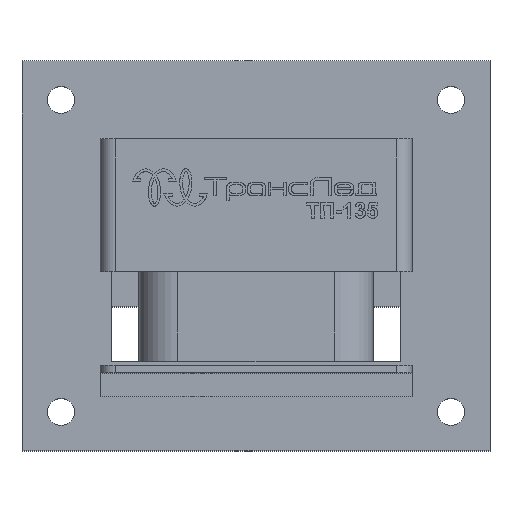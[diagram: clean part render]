
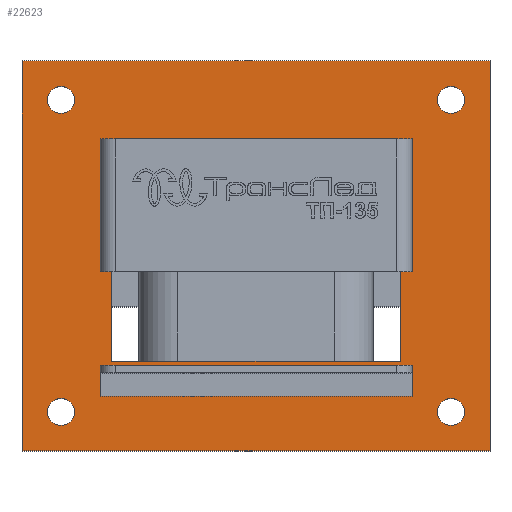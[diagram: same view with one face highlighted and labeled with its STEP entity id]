
A CAD part, top view. The second image highlights one B-rep face of the part: STEP entity #22623.
In plain terms, the highlighted planar face has unit normal (0, 0, 1).
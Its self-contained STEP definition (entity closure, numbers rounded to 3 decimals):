
#1297=FACE_BOUND('',#4407,.T.);
#1298=FACE_BOUND('',#4408,.T.);
#1299=FACE_BOUND('',#4409,.T.);
#1300=FACE_BOUND('',#4410,.T.);
#1301=FACE_BOUND('',#4411,.T.);
#1814=PLANE('',#24292);
#2783=FACE_OUTER_BOUND('',#4406,.T.);
#4406=EDGE_LOOP('',(#18740,#18741,#18742,#18743));
#4407=EDGE_LOOP('',(#18744,#18745,#18746,#18747));
#4408=EDGE_LOOP('',(#18748));
#4409=EDGE_LOOP('',(#18749));
#4410=EDGE_LOOP('',(#18750));
#4411=EDGE_LOOP('',(#18751));
#6341=LINE('',#33206,#8666);
#6344=LINE('',#33212,#8669);
#6347=LINE('',#33218,#8672);
#6350=LINE('',#33222,#8675);
#6357=LINE('',#33254,#8682);
#6360=LINE('',#33260,#8685);
#6363=LINE('',#33266,#8688);
#6366=LINE('',#33270,#8691);
#8666=VECTOR('',#27974,10.);
#8669=VECTOR('',#27979,10.);
#8672=VECTOR('',#27984,10.);
#8675=VECTOR('',#27989,10.);
#8682=VECTOR('',#28022,10.);
#8685=VECTOR('',#28027,10.);
#8688=VECTOR('',#28032,10.);
#8691=VECTOR('',#28037,10.);
#9985=CIRCLE('',#24277,1.75);
#9987=CIRCLE('',#24280,1.75);
#9989=CIRCLE('',#24283,1.75);
#9991=CIRCLE('',#24286,1.75);
#11149=VERTEX_POINT('',#33203);
#11150=VERTEX_POINT('',#33205);
#11152=VERTEX_POINT('',#33211);
#11154=VERTEX_POINT('',#33217);
#11155=VERTEX_POINT('',#33224);
#11157=VERTEX_POINT('',#33230);
#11159=VERTEX_POINT('',#33236);
#11161=VERTEX_POINT('',#33242);
#11165=VERTEX_POINT('',#33251);
#11166=VERTEX_POINT('',#33253);
#11168=VERTEX_POINT('',#33259);
#11170=VERTEX_POINT('',#33265);
#13835=EDGE_CURVE('',#11150,#11149,#6341,.T.);
#13838=EDGE_CURVE('',#11152,#11150,#6344,.T.);
#13841=EDGE_CURVE('',#11154,#11152,#6347,.T.);
#13844=EDGE_CURVE('',#11149,#11154,#6350,.T.);
#13845=EDGE_CURVE('',#11155,#11155,#9985,.T.);
#13848=EDGE_CURVE('',#11157,#11157,#9987,.T.);
#13851=EDGE_CURVE('',#11159,#11159,#9989,.T.);
#13854=EDGE_CURVE('',#11161,#11161,#9991,.T.);
#13859=EDGE_CURVE('',#11166,#11165,#6357,.T.);
#13862=EDGE_CURVE('',#11168,#11166,#6360,.T.);
#13865=EDGE_CURVE('',#11170,#11168,#6363,.T.);
#13868=EDGE_CURVE('',#11165,#11170,#6366,.T.);
#18740=ORIENTED_EDGE('',*,*,#13868,.T.);
#18741=ORIENTED_EDGE('',*,*,#13865,.T.);
#18742=ORIENTED_EDGE('',*,*,#13862,.T.);
#18743=ORIENTED_EDGE('',*,*,#13859,.T.);
#18744=ORIENTED_EDGE('',*,*,#13841,.T.);
#18745=ORIENTED_EDGE('',*,*,#13838,.T.);
#18746=ORIENTED_EDGE('',*,*,#13835,.T.);
#18747=ORIENTED_EDGE('',*,*,#13844,.T.);
#18748=ORIENTED_EDGE('',*,*,#13854,.T.);
#18749=ORIENTED_EDGE('',*,*,#13851,.T.);
#18750=ORIENTED_EDGE('',*,*,#13848,.T.);
#18751=ORIENTED_EDGE('',*,*,#13845,.T.);
#22623=ADVANCED_FACE('',(#2783,#1297,#1298,#1299,#1300,#1301),#1814,.F.);
#24277=AXIS2_PLACEMENT_3D('',#33225,#27992,#27993);
#24280=AXIS2_PLACEMENT_3D('',#33231,#27999,#28000);
#24283=AXIS2_PLACEMENT_3D('',#33237,#28006,#28007);
#24286=AXIS2_PLACEMENT_3D('',#33243,#28013,#28014);
#24292=AXIS2_PLACEMENT_3D('',#33271,#28038,#28039);
#27974=DIRECTION('',(0.,-1.,0.));
#27979=DIRECTION('',(1.,0.,0.));
#27984=DIRECTION('',(0.,1.,0.));
#27989=DIRECTION('',(-1.,0.,0.));
#27992=DIRECTION('center_axis',(0.,0.,-1.));
#27993=DIRECTION('ref_axis',(1.,0.,0.));
#27999=DIRECTION('center_axis',(0.,0.,-1.));
#28000=DIRECTION('ref_axis',(1.,0.,0.));
#28006=DIRECTION('center_axis',(0.,0.,-1.));
#28007=DIRECTION('ref_axis',(1.,0.,0.));
#28013=DIRECTION('center_axis',(0.,0.,-1.));
#28014=DIRECTION('ref_axis',(1.,0.,0.));
#28022=DIRECTION('',(-1.,0.,0.));
#28027=DIRECTION('',(0.,1.,0.));
#28032=DIRECTION('',(1.,0.,0.));
#28037=DIRECTION('',(0.,-1.,0.));
#28038=DIRECTION('center_axis',(0.,0.,-1.));
#28039=DIRECTION('ref_axis',(-1.,0.,0.));
#33203=CARTESIAN_POINT('',(18.5,-13.524,33.));
#33205=CARTESIAN_POINT('',(18.5,13.476,33.));
#33206=CARTESIAN_POINT('',(18.5,-6.762,33.));
#33211=CARTESIAN_POINT('',(-18.5,13.476,33.));
#33212=CARTESIAN_POINT('',(9.25,13.476,33.));
#33217=CARTESIAN_POINT('',(-18.5,-13.524,33.));
#33218=CARTESIAN_POINT('',(-18.5,6.738,33.));
#33222=CARTESIAN_POINT('',(-9.25,-13.524,33.));
#33224=CARTESIAN_POINT('',(-26.75,20.,33.));
#33225=CARTESIAN_POINT('Origin',(-25.,20.,33.));
#33230=CARTESIAN_POINT('',(23.25,-20.,33.));
#33231=CARTESIAN_POINT('Origin',(25.,-20.,33.));
#33236=CARTESIAN_POINT('',(-26.75,-20.,33.));
#33237=CARTESIAN_POINT('Origin',(-25.,-20.,33.));
#33242=CARTESIAN_POINT('',(23.25,20.,33.));
#33243=CARTESIAN_POINT('Origin',(25.,20.,33.));
#33251=CARTESIAN_POINT('',(-30.,25.,33.));
#33253=CARTESIAN_POINT('',(30.,25.,33.));
#33254=CARTESIAN_POINT('',(15.,25.,33.));
#33259=CARTESIAN_POINT('',(30.,-25.,33.));
#33260=CARTESIAN_POINT('',(30.,-12.5,33.));
#33265=CARTESIAN_POINT('',(-30.,-25.,33.));
#33266=CARTESIAN_POINT('',(-15.,-25.,33.));
#33270=CARTESIAN_POINT('',(-30.,12.5,33.));
#33271=CARTESIAN_POINT('Origin',(0.,0.,
33.));
